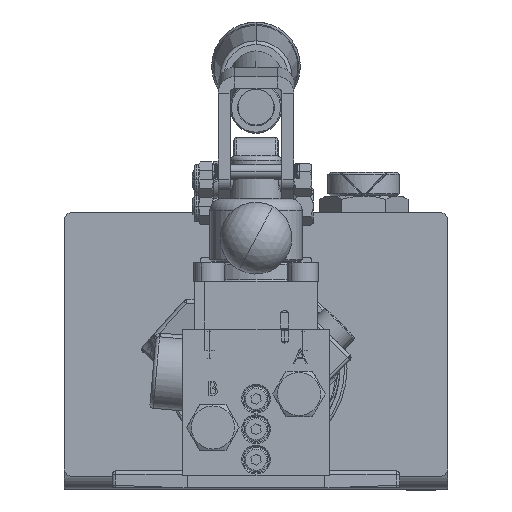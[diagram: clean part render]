
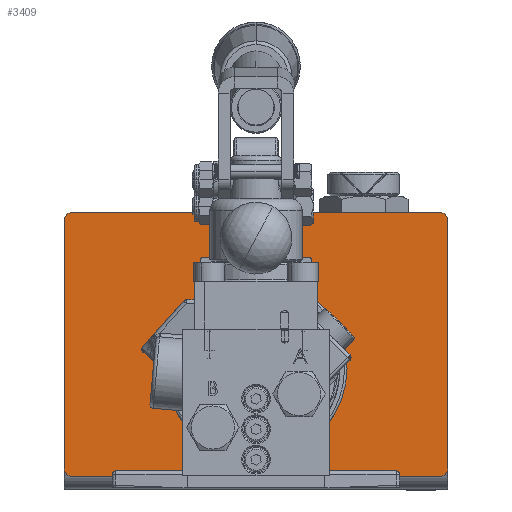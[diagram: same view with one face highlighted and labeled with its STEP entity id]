
A CAD part, top view. The second image highlights one B-rep face of the part: STEP entity #3409.
In plain terms, the highlighted planar face has unit normal (0, 0, 1).
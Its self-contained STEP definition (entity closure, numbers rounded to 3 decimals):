
#165 = AXIS2_PLACEMENT_3D ( 'NONE', #25801, #4423, #198 ) ;
#198 = DIRECTION ( 'NONE',  ( 1., 0., 0. ) ) ;
#615 = ORIENTED_EDGE ( 'NONE', *, *, #38809, .T. ) ;
#1963 = VERTEX_POINT ( 'NONE', #35602 ) ;
#3409 = ADVANCED_FACE ( 'NONE', ( #38484, #8924 ), #42489, .T. ) ;
#3918 = AXIS2_PLACEMENT_3D ( 'NONE', #15330, #53674, #44743 ) ;
#3995 = EDGE_CURVE ( 'NONE', #18077, #6851, #10127, .T. ) ;
#4423 = DIRECTION ( 'NONE',  ( 0., 0., 1. ) ) ;
#4638 = CARTESIAN_POINT ( 'NONE',  ( -80., -2., -26. ) ) ;
#4681 = CARTESIAN_POINT ( 'NONE',  ( 80., 105., -26. ) ) ;
#6851 = VERTEX_POINT ( 'NONE', #4681 ) ;
#7724 = ORIENTED_EDGE ( 'NONE', *, *, #8560, .T. ) ;
#8560 = EDGE_CURVE ( 'NONE', #8819, #33074, #15074, .T. ) ;
#8640 = CARTESIAN_POINT ( 'NONE',  ( 77., 1., -26. ) ) ;
#8819 = VERTEX_POINT ( 'NONE', #27584 ) ;
#8924 = FACE_OUTER_BOUND ( 'NONE', #36794, .T. ) ;
#9447 = CIRCLE ( 'NONE', #3918, 3. ) ;
#10127 = LINE ( 'NONE', #13093, #15366 ) ;
#11256 = CIRCLE ( 'NONE', #39014, 3. ) ;
#11422 = AXIS2_PLACEMENT_3D ( 'NONE', #8640, #38218, #20828 ) ;
#11834 = EDGE_CURVE ( 'NONE', #43854, #34540, #47637, .T. ) ;
#13016 = VECTOR ( 'NONE', #34130, 1000. ) ;
#13093 = CARTESIAN_POINT ( 'NONE',  ( 80., 108., -26. ) ) ;
#14368 = AXIS2_PLACEMENT_3D ( 'NONE', #32311, #27651, #23257 ) ;
#15074 = CIRCLE ( 'NONE', #165, 3. ) ;
#15085 = CARTESIAN_POINT ( 'NONE',  ( -80., 108., -26. ) ) ;
#15330 = CARTESIAN_POINT ( 'NONE',  ( 77., 105., -26. ) ) ;
#15366 = VECTOR ( 'NONE', #29384, 1000. ) ;
#15564 = CIRCLE ( 'NONE', #11422, 3. ) ;
#16175 = CARTESIAN_POINT ( 'NONE',  ( -80., 105., -26. ) ) ;
#16773 = CARTESIAN_POINT ( 'NONE',  ( -80., -2., -26. ) ) ;
#17667 = CARTESIAN_POINT ( 'NONE',  ( 0., 43., -26. ) ) ;
#17888 = EDGE_CURVE ( 'NONE', #1963, #18077, #15564, .T. ) ;
#18077 = VERTEX_POINT ( 'NONE', #41648 ) ;
#18237 = VERTEX_POINT ( 'NONE', #22056 ) ;
#19014 = VERTEX_POINT ( 'NONE', #53935 ) ;
#19166 = CARTESIAN_POINT ( 'NONE',  ( 34.1, 43., -26. ) ) ;
#19585 = AXIS2_PLACEMENT_3D ( 'NONE', #4638, #33799, #30255 ) ;
#19907 = CARTESIAN_POINT ( 'NONE',  ( -80., 1., -26. ) ) ;
#20538 = DIRECTION ( 'NONE',  ( 1., 0., 0. ) ) ;
#20828 = DIRECTION ( 'NONE',  ( 1., 0., 0. ) ) ;
#21859 = DIRECTION ( 'NONE',  ( 1., 0., 0. ) ) ;
#22056 = CARTESIAN_POINT ( 'NONE',  ( -77., -2., -26. ) ) ;
#23257 = DIRECTION ( 'NONE',  ( 1., 0., 0. ) ) ;
#25801 = CARTESIAN_POINT ( 'NONE',  ( -77., 105., -26. ) ) ;
#26559 = EDGE_CURVE ( 'NONE', #34540, #43854, #35587, .T. ) ;
#27584 = CARTESIAN_POINT ( 'NONE',  ( -77., 108., -26. ) ) ;
#27651 = DIRECTION ( 'NONE',  ( 0., 0., 1. ) ) ;
#29384 = DIRECTION ( 'NONE',  ( 0., 1., 0. ) ) ;
#29546 = ORIENTED_EDGE ( 'NONE', *, *, #41073, .T. ) ;
#30255 = DIRECTION ( 'NONE',  ( 1., 0., 0. ) ) ;
#30729 = EDGE_LOOP ( 'NONE', ( #43529, #53680 ) ) ;
#32311 = CARTESIAN_POINT ( 'NONE',  ( 0., 43., -26. ) ) ;
#33074 = VERTEX_POINT ( 'NONE', #16175 ) ;
#33193 = ORIENTED_EDGE ( 'NONE', *, *, #17888, .T. ) ;
#33451 = CARTESIAN_POINT ( 'NONE',  ( -77., 1., -26. ) ) ;
#33799 = DIRECTION ( 'NONE',  ( 0., 0., 1. ) ) ;
#34130 = DIRECTION ( 'NONE',  ( -1., 0., 0. ) ) ;
#34335 = AXIS2_PLACEMENT_3D ( 'NONE', #17667, #47127, #21859 ) ;
#34540 = VERTEX_POINT ( 'NONE', #36399 ) ;
#35587 = CIRCLE ( 'NONE', #34335, 34.1 ) ;
#35602 = CARTESIAN_POINT ( 'NONE',  ( 77., -2., -26. ) ) ;
#36399 = CARTESIAN_POINT ( 'NONE',  ( -34.1, 43., -26. ) ) ;
#36794 = EDGE_LOOP ( 'NONE', ( #615, #33193, #53762, #53689, #44869, #7724, #29546, #44848 ) ) ;
#37564 = DIRECTION ( 'NONE',  ( 1., 0., 0. ) ) ;
#38218 = DIRECTION ( 'NONE',  ( 0., 0., 1. ) ) ;
#38413 = CARTESIAN_POINT ( 'NONE',  ( -80., 108., -26. ) ) ;
#38484 = FACE_BOUND ( 'NONE', #30729, .T. ) ;
#38809 = EDGE_CURVE ( 'NONE', #18237, #1963, #39902, .T. ) ;
#39014 = AXIS2_PLACEMENT_3D ( 'NONE', #33451, #45802, #20538 ) ;
#39902 = LINE ( 'NONE', #16773, #54314 ) ;
#41073 = EDGE_CURVE ( 'NONE', #33074, #49881, #50246, .T. ) ;
#41648 = CARTESIAN_POINT ( 'NONE',  ( 80., 1., -26. ) ) ;
#42040 = EDGE_CURVE ( 'NONE', #6851, #19014, #9447, .T. ) ;
#42489 = PLANE ( 'NONE',  #19585 ) ;
#43529 = ORIENTED_EDGE ( 'NONE', *, *, #11834, .F. ) ;
#43854 = VERTEX_POINT ( 'NONE', #19166 ) ;
#44743 = DIRECTION ( 'NONE',  ( 1., 0., 0. ) ) ;
#44848 = ORIENTED_EDGE ( 'NONE', *, *, #46307, .T. ) ;
#44869 = ORIENTED_EDGE ( 'NONE', *, *, #48600, .T. ) ;
#45012 = VECTOR ( 'NONE', #53091, 1000. ) ;
#45802 = DIRECTION ( 'NONE',  ( 0., 0., 1. ) ) ;
#46307 = EDGE_CURVE ( 'NONE', #49881, #18237, #11256, .T. ) ;
#47127 = DIRECTION ( 'NONE',  ( 0., 0., 1. ) ) ;
#47637 = CIRCLE ( 'NONE', #14368, 34.1 ) ;
#48600 = EDGE_CURVE ( 'NONE', #19014, #8819, #51087, .T. ) ;
#49881 = VERTEX_POINT ( 'NONE', #19907 ) ;
#50246 = LINE ( 'NONE', #15085, #45012 ) ;
#51087 = LINE ( 'NONE', #38413, #13016 ) ;
#53091 = DIRECTION ( 'NONE',  ( 0., -1., 0. ) ) ;
#53674 = DIRECTION ( 'NONE',  ( 0., 0., 1. ) ) ;
#53680 = ORIENTED_EDGE ( 'NONE', *, *, #26559, .F. ) ;
#53689 = ORIENTED_EDGE ( 'NONE', *, *, #42040, .T. ) ;
#53762 = ORIENTED_EDGE ( 'NONE', *, *, #3995, .T. ) ;
#53935 = CARTESIAN_POINT ( 'NONE',  ( 77., 108., -26. ) ) ;
#54314 = VECTOR ( 'NONE', #37564, 1000. ) ;
